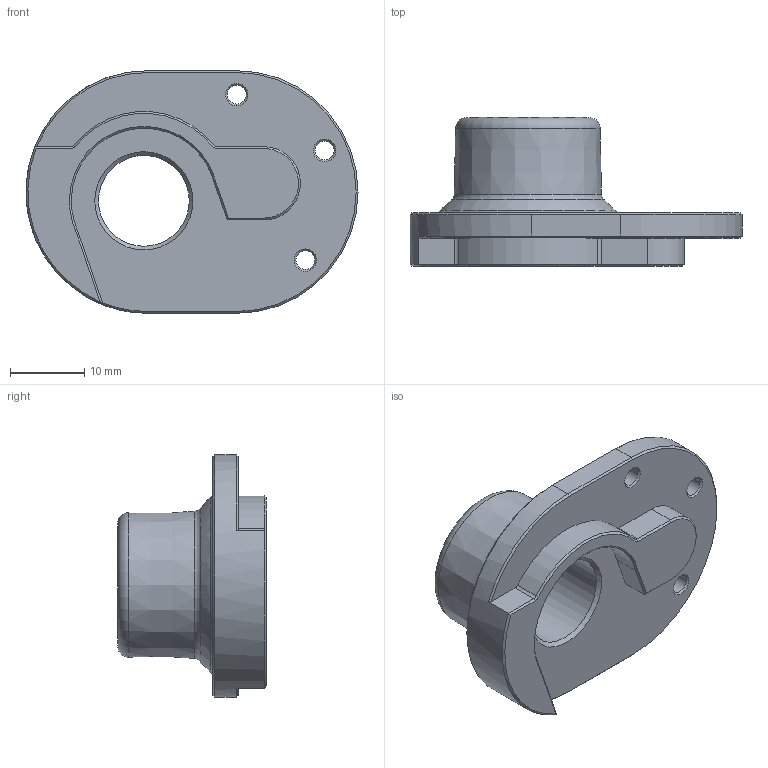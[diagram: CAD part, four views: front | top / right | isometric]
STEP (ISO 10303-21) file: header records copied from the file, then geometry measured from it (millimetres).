
FILE_DESCRIPTION( ( 'STEP AP203' ), '1' );
FILE_NAME( ' ', ' ', ( ' ' ), ( ' ' ), 'PSStep 10.0', ' ', ' ' );
FILE_SCHEMA( ( 'CONFIG_CONTROL_DESIGN' ) );
Length unit declared in the file: millimetre
Products named in the file (1): 1
Bounding box: 44.6 x 20 x 32.6 mm (x, y, z)
Volume: 7201.4 mm3; surface area: 4389.5 mm2
Topology: 1 solids, 1 shells, 54 faces, 127 edges, 76 vertices
Faces by surface type: plane 22, cone 17, cylinder 11, torus 3, bspline 1
Full cylindrical faces by diameter (mm): 2.529 x3, 12.2 x1
Entity records: 1521 total; most frequent: CARTESIAN_POINT 283, DIRECTION 258, ORIENTED_EDGE 220, EDGE_CURVE 110, AXIS2_PLACEMENT_3D 100, EDGE_LOOP 77, VERTEX_POINT 73, FACE_OUTER_BOUND 62
